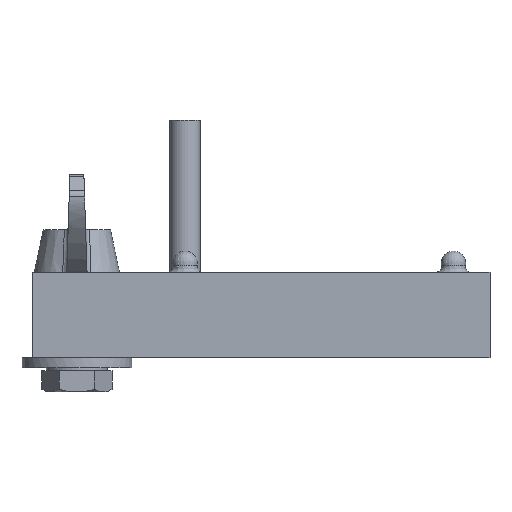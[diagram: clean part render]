
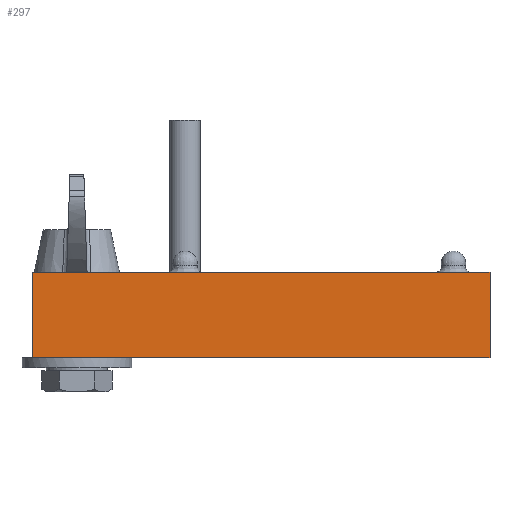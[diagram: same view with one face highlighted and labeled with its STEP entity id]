
A CAD part, left-side view. The second image highlights one B-rep face of the part: STEP entity #297.
In plain terms, the highlighted planar face has unit normal (-1, 0, 0).
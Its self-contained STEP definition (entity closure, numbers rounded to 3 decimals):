
#297=ADVANCED_FACE('',(#912),#914,.T.);
#912=FACE_BOUND('',#913,.T.);
#913=EDGE_LOOP('',(#1893,#1894,#1895,#1896));
#914=PLANE('',#915);
#915=AXIS2_PLACEMENT_3D('',#916,#917,#918);
#916=CARTESIAN_POINT('',(-12.5,0.,0.));
#917=DIRECTION('',(-1.,0.,0.));
#918=DIRECTION('',(0.,-1.,0.));
#1893=ORIENTED_EDGE('',*,*,#2183,.T.);
#1894=ORIENTED_EDGE('',*,*,#2184,.T.);
#1895=ORIENTED_EDGE('',*,*,#2131,.F.);
#1896=ORIENTED_EDGE('',*,*,#2185,.F.);
#2131=EDGE_CURVE('',#2287,#2288,#2289,.T.);
#2183=EDGE_CURVE('',#2383,#2384,#2385,.T.);
#2184=EDGE_CURVE('',#2384,#2288,#2386,.T.);
#2185=EDGE_CURVE('',#2383,#2287,#2387,.T.);
#2287=VERTEX_POINT('',#2551);
#2288=VERTEX_POINT('',#2552);
#2289=LINE('',#2553,#2554);
#2383=VERTEX_POINT('',#4178);
#2384=VERTEX_POINT('',#4179);
#2385=LINE('',#4180,#4181);
#2386=LINE('',#4183,#4184);
#2387=LINE('',#4186,#4187);
#2551=CARTESIAN_POINT('',(-12.5,0.,14.));
#2552=CARTESIAN_POINT('',(-12.5,-75.,14.));
#2553=CARTESIAN_POINT('',(-12.5,0.,14.));
#2554=VECTOR('',#2555,1.);
#2555=DIRECTION('',(0.,-1.,0.));
#4178=CARTESIAN_POINT('',(-12.5,0.,0.));
#4179=CARTESIAN_POINT('',(-12.5,-75.,0.));
#4180=CARTESIAN_POINT('',(-12.5,0.,0.));
#4181=VECTOR('',#4182,1.);
#4182=DIRECTION('',(0.,-1.,0.));
#4183=CARTESIAN_POINT('',(-12.5,-75.,0.));
#4184=VECTOR('',#4185,1.);
#4185=DIRECTION('',(0.,0.,1.));
#4186=CARTESIAN_POINT('',(-12.5,0.,0.));
#4187=VECTOR('',#4188,1.);
#4188=DIRECTION('',(0.,0.,1.));
